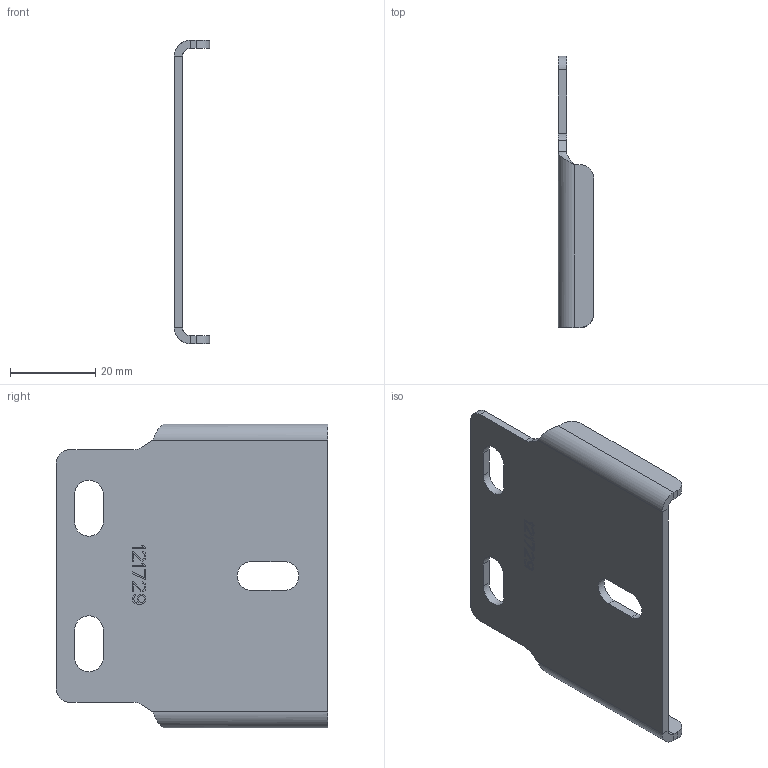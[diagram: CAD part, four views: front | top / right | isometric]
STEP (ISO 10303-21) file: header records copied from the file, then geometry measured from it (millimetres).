
FILE_DESCRIPTION((''),'2;1');
FILE_NAME('156632_SW','2011-04-06T',('banengservice'),('BANNER ENGINEERING'),'PRO/ENGINEER BY PARAMETRIC TECHNOLOGY CORPORATION, 2009141','PRO/ENGINEER BY PARAMETRIC TECHNOLOGY CORPORATION, 2009141','');
FILE_SCHEMA(('CONFIG_CONTROL_DESIGN'));
Length unit declared in the file: inch
Products named in the file (1): 156632_SW
Bounding box: 8.26 x 63.5 x 71.12 mm (x, y, z)
Volume: 8340.6 mm3; surface area: 9489.5 mm2
Topology: 1 solids, 1 shells, 190 faces, 527 edges, 346 vertices
Faces by surface type: plane 170, cylinder 18, bspline 2
Entity records: 6095 total; most frequent: CARTESIAN_POINT 1165, ORIENTED_EDGE 1054, DIRECTION 931, EDGE_CURVE 527, VECTOR 491, LINE 491, VERTEX_POINT 346, AXIS2_PLACEMENT_3D 220
